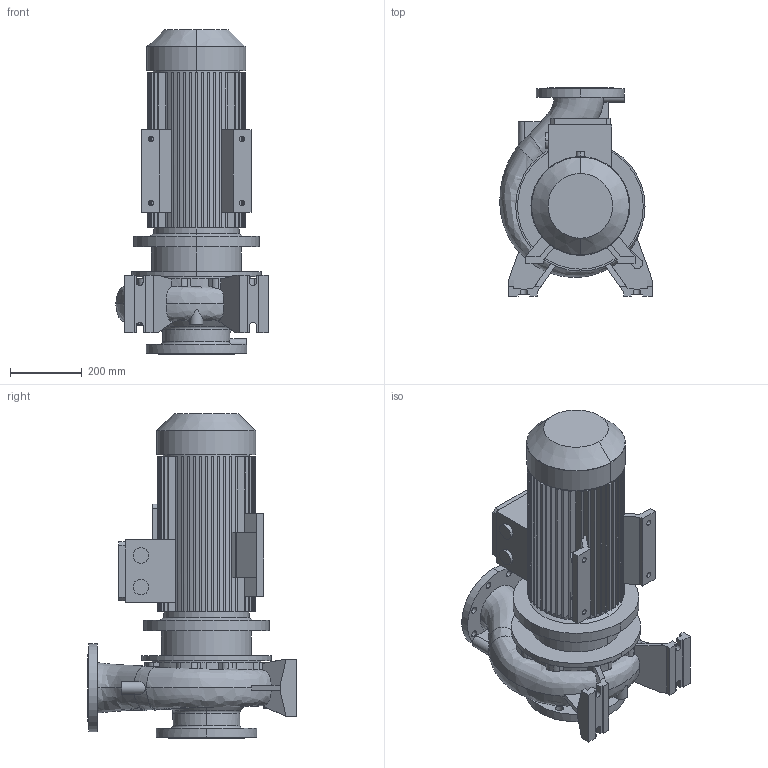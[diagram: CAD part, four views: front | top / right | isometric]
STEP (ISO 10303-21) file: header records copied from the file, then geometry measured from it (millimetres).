
FILE_DESCRIPTION (( 'STEP AP214' ), '1' );
FILE_NAME ('1ﾊﾌﾌ 150-125-250_160S4.STEP', '2019-03-05T06:16:49', ( '' ), ( '' ), 'SwSTEP 2.0', 'SolidWorks 2016', '' );
FILE_SCHEMA (( 'AUTOMOTIVE_DESIGN' ));
Products named in the file (1): 1ﾊﾌﾌ 150-125-250_160S4
Bounding box: 424.39 x 580 x 903 mm (x, y, z)
Volume: 61347008.5 mm3; surface area: 2440182.3 mm2
Topology: 1 solids, 1 shells, 634 faces, 1833 edges, 1213 vertices
Faces by surface type: plane 379, cylinder 213, bspline 23, cone 16, torus 3
Entity records: 144062 total; most frequent: CARTESIAN_POINT 127383, ORIENTED_EDGE 3656, DIRECTION 3281, EDGE_CURVE 1828, VERTEX_POINT 1213, AXIS2_PLACEMENT_3D 1111, VECTOR 1059, LINE 1059
